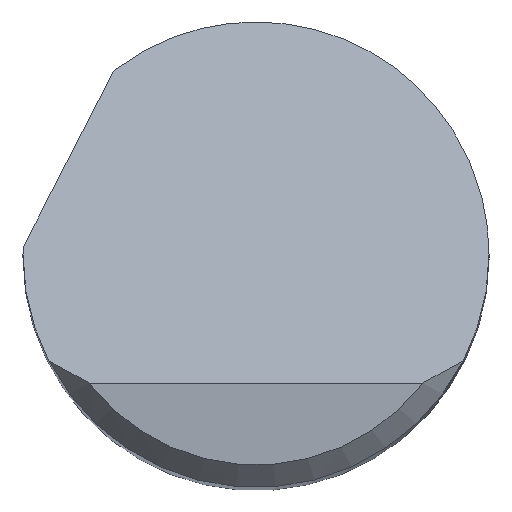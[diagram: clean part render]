
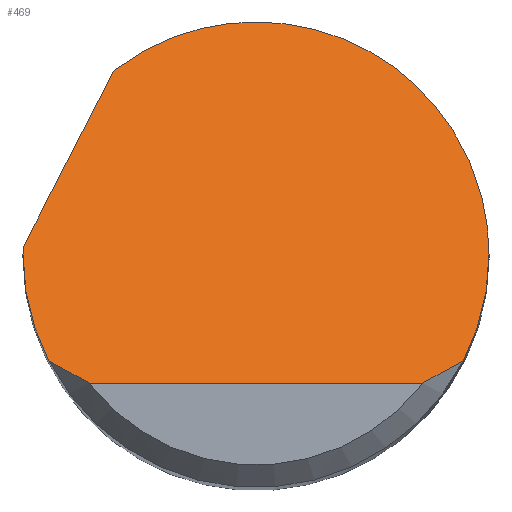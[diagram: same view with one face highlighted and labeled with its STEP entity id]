
A CAD part, top view. The second image highlights one B-rep face of the part: STEP entity #469.
In plain terms, the highlighted planar face has unit normal (0, 0.707, 0.707).
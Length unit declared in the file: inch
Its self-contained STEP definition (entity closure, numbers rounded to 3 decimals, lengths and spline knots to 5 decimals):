
#20 = CARTESIAN_POINT ( 'NONE',  ( -0.15617, 0.005, 1.90875 ) ) ;
#23 =( BOUNDED_CURVE ( )  B_SPLINE_CURVE ( 3, ( #692, #770, #679, #555 ),
 .UNSPECIFIED., .F., .T. ) 
 B_SPLINE_CURVE_WITH_KNOTS ( ( 4, 4 ),
 ( 5.62792, 7.85398 ),
 .UNSPECIFIED. ) 
 CURVE ( )  GEOMETRIC_REPRESENTATION_ITEM ( )  RATIONAL_B_SPLINE_CURVE ( ( 1., 0.628, 0.628, 1. ) ) 
 REPRESENTATION_ITEM ( '' )  );
#25 = CARTESIAN_POINT ( 'NONE',  ( -0.11186, -0.08625, 2. ) ) ;
#34 = VECTOR ( 'NONE', #306, 39.37008 ) ;
#37 = EDGE_CURVE ( 'NONE', #465, #589, #476, .T. ) ;
#46 = LINE ( 'NONE', #321, #231 ) ;
#57 = CARTESIAN_POINT ( 'NONE',  ( -0.15625, -0.08625, 2. ) ) ;
#63 = CARTESIAN_POINT ( 'NONE',  ( -0.13906, -0.07125, 1.985 ) ) ;
#85 = VERTEX_POINT ( 'NONE', #713 ) ;
#88 = CARTESIAN_POINT ( 'NONE',  ( -0.15622, 0.00333, 1.91042 ) ) ;
#96 = EDGE_CURVE ( 'NONE', #834, #259, #369, .T. ) ;
#110 = ORIENTED_EDGE ( 'NONE', *, *, #267, .T. ) ;
#112 = CARTESIAN_POINT ( 'NONE',  ( 0.13035, -0.07657, 1.99032 ) ) ;
#123 = CARTESIAN_POINT ( 'NONE',  ( -0.15617, 0.005, 1.90875 ) ) ;
#124 = EDGE_CURVE ( 'NONE', #418, #367, #772, .T. ) ;
#127 = CARTESIAN_POINT ( 'NONE',  ( 0.12131, -0.0816, 1.99535 ) ) ;
#142 = CARTESIAN_POINT ( 'NONE',  ( 0.15625, 0., 1.91375 ) ) ;
#145 = CARTESIAN_POINT ( 'NONE',  ( -0.15041, -0.04909, 1.96284 ) ) ;
#146 =( BOUNDED_CURVE ( )  B_SPLINE_CURVE ( 3, ( #341, #145, #459, #614 ),
 .UNSPECIFIED., .F., .T. ) 
 B_SPLINE_CURVE_WITH_KNOTS ( ( 4, 4 ),
 ( 4.23889, 4.71239 ),
 .UNSPECIFIED. ) 
 CURVE ( )  GEOMETRIC_REPRESENTATION_ITEM ( )  RATIONAL_B_SPLINE_CURVE ( ( 1., 0.981, 0.981, 1. ) ) 
 REPRESENTATION_ITEM ( '' )  );
#218 = EDGE_LOOP ( 'NONE', ( #611, #110, #786, #391, #593, #323, #480, #855 ) ) ;
#231 = VECTOR ( 'NONE', #382, 39.37008 ) ;
#238 = CARTESIAN_POINT ( 'NONE',  ( -0.15625, 0., 1.91375 ) ) ;
#249 = CARTESIAN_POINT ( 'NONE',  ( -0.09521, 0.12389, 1.78986 ) ) ;
#259 = VERTEX_POINT ( 'NONE', #249 ) ;
#267 = EDGE_CURVE ( 'NONE', #85, #589, #737, .T. ) ;
#276 = CARTESIAN_POINT ( 'NONE',  ( -0.15625, 0., 1.91375 ) ) ;
#281 = FACE_OUTER_BOUND ( 'NONE', #218, .T. ) ;
#285 = CARTESIAN_POINT ( 'NONE',  ( 0.13906, -0.07125, 1.985 ) ) ;
#296 = EDGE_CURVE ( 'NONE', #367, #85, #46, .T. ) ;
#306 = DIRECTION ( 'NONE',  ( 0.341, 0.665, -0.665 ) ) ;
#309 = EDGE_CURVE ( 'NONE', #647, #834, #712, .T. ) ;
#321 = CARTESIAN_POINT ( 'NONE',  ( 0., -0.08625, 2. ) ) ;
#323 = ORIENTED_EDGE ( 'NONE', *, *, #309, .F. ) ;
#324 = DIRECTION ( 'NONE',  ( 0., 0.707, -0.707 ) ) ;
#341 = CARTESIAN_POINT ( 'NONE',  ( -0.13906, -0.07125, 1.985 ) ) ;
#356 = CARTESIAN_POINT ( 'NONE',  ( -0.13906, -0.07125, 1.985 ) ) ;
#360 = EDGE_CURVE ( 'NONE', #418, #647, #146, .T. ) ;
#367 = VERTEX_POINT ( 'NONE', #690 ) ;
#369 = LINE ( 'NONE', #645, #34 ) ;
#382 = DIRECTION ( 'NONE',  ( 1., 0., 0. ) ) ;
#391 = ORIENTED_EDGE ( 'NONE', *, *, #574, .F. ) ;
#412 = CARTESIAN_POINT ( 'NONE',  ( 0.15625, -0.02489, 1.93864 ) ) ;
#418 = VERTEX_POINT ( 'NONE', #63 ) ;
#459 = CARTESIAN_POINT ( 'NONE',  ( -0.15625, -0.02489, 1.93864 ) ) ;
#465 = VERTEX_POINT ( 'NONE', #820 ) ;
#469 = ADVANCED_FACE ( 'NONE', ( #281 ), #552, .F. ) ;
#471 = CARTESIAN_POINT ( 'NONE',  ( -0.15625, 0.00167, 1.91208 ) ) ;
#476 =( BOUNDED_CURVE ( )  B_SPLINE_CURVE ( 3, ( #142, #412, #621, #285 ),
 .UNSPECIFIED., .F., .T. ) 
 B_SPLINE_CURVE_WITH_KNOTS ( ( 4, 4 ),
 ( 1.5708, 2.04429 ),
 .UNSPECIFIED. ) 
 CURVE ( )  GEOMETRIC_REPRESENTATION_ITEM ( )  RATIONAL_B_SPLINE_CURVE ( ( 1., 0.981, 0.981, 1. ) ) 
 REPRESENTATION_ITEM ( '' )  );
#480 = ORIENTED_EDGE ( 'NONE', *, *, #360, .F. ) ;
#488 = AXIS2_PLACEMENT_3D ( 'NONE', #57, #814, #324 ) ;
#518 = CARTESIAN_POINT ( 'NONE',  ( 0.13906, -0.07125, 1.985 ) ) ;
#552 = PLANE ( 'NONE',  #488 ) ;
#555 = CARTESIAN_POINT ( 'NONE',  ( 0.15625, 0., 1.91375 ) ) ;
#574 = EDGE_CURVE ( 'NONE', #259, #465, #23, .T. ) ;
#589 = VERTEX_POINT ( 'NONE', #617 ) ;
#593 = ORIENTED_EDGE ( 'NONE', *, *, #96, .F. ) ;
#611 = ORIENTED_EDGE ( 'NONE', *, *, #296, .T. ) ;
#614 = CARTESIAN_POINT ( 'NONE',  ( -0.15625, 0., 1.91375 ) ) ;
#617 = CARTESIAN_POINT ( 'NONE',  ( 0.13906, -0.07125, 1.985 ) ) ;
#621 = CARTESIAN_POINT ( 'NONE',  ( 0.15041, -0.04909, 1.96284 ) ) ;
#631 = CARTESIAN_POINT ( 'NONE',  ( -0.12131, -0.0816, 1.99535 ) ) ;
#645 = CARTESIAN_POINT ( 'NONE',  ( -0.19753, -0.07567, 1.98942 ) ) ;
#647 = VERTEX_POINT ( 'NONE', #238 ) ;
#679 = CARTESIAN_POINT ( 'NONE',  ( 0.15625, 0.1488, 1.76495 ) ) ;
#690 = CARTESIAN_POINT ( 'NONE',  ( -0.11186, -0.08625, 2. ) ) ;
#692 = CARTESIAN_POINT ( 'NONE',  ( -0.09521, 0.12389, 1.78986 ) ) ;
#709 = CARTESIAN_POINT ( 'NONE',  ( -0.13035, -0.07657, 1.99032 ) ) ;
#712 =( BOUNDED_CURVE ( )  B_SPLINE_CURVE ( 3, ( #276, #471, #88, #20 ),
 .UNSPECIFIED., .F., .F. ) 
 B_SPLINE_CURVE_WITH_KNOTS ( ( 4, 4 ),
 ( 4.71239, 4.74439 ),
 .UNSPECIFIED. ) 
 CURVE ( )  GEOMETRIC_REPRESENTATION_ITEM ( )  RATIONAL_B_SPLINE_CURVE ( ( 1., 1., 1., 1. ) ) 
 REPRESENTATION_ITEM ( '' )  );
#713 = CARTESIAN_POINT ( 'NONE',  ( 0.11186, -0.08625, 2. ) ) ;
#719 = CARTESIAN_POINT ( 'NONE',  ( 0.11186, -0.08625, 2. ) ) ;
#737 = B_SPLINE_CURVE_WITH_KNOTS ( 'NONE', 3,
 ( #719, #127, #112, #518 ),
 .UNSPECIFIED., .F., .F.,
 ( 4, 4 ),
 ( 0., 0.00088 ),
 .UNSPECIFIED. ) ;
#770 = CARTESIAN_POINT ( 'NONE',  ( 0.02277, 0.21456, 1.69919 ) ) ;
#772 = B_SPLINE_CURVE_WITH_KNOTS ( 'NONE', 3,
 ( #356, #709, #631, #25 ),
 .UNSPECIFIED., .F., .F.,
 ( 4, 4 ),
 ( 0., 0.00088 ),
 .UNSPECIFIED. ) ;
#786 = ORIENTED_EDGE ( 'NONE', *, *, #37, .F. ) ;
#814 = DIRECTION ( 'NONE',  ( 0., -0.707, -0.707 ) ) ;
#820 = CARTESIAN_POINT ( 'NONE',  ( 0.15625, 0., 1.91375 ) ) ;
#834 = VERTEX_POINT ( 'NONE', #123 ) ;
#855 = ORIENTED_EDGE ( 'NONE', *, *, #124, .T. ) ;
